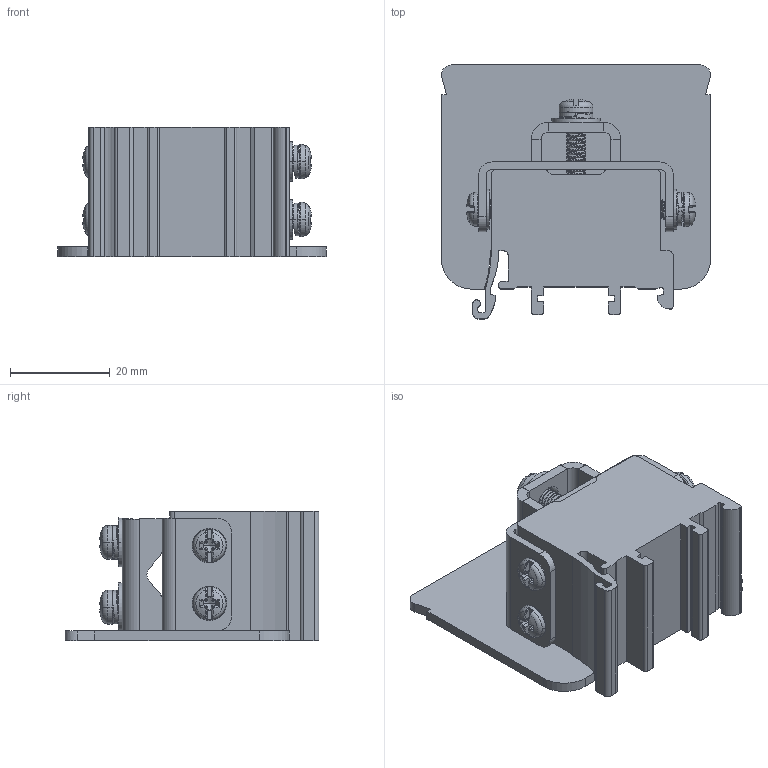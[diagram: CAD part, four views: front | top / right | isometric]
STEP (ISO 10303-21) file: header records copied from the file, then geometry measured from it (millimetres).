
FILE_DESCRIPTION((''),'2;1');
FILE_NAME('115623_ASM_ASM','2023-11-29T',('dell'),(''),'PRO/ENGINEER BY PARAMETRIC TECHNOLOGY CORPORATION, 2013230','PRO/ENGINEER BY PARAMETRIC TECHNOLOGY CORPORATION, 2013230','');
FILE_SCHEMA(('AUTOMOTIVE_DESIGN { 1 0 10303 214 1 1 1 1 }'));
Length unit declared in the file: millimetre
Products named in the file (7): BREP_WITH_VOIDS_32010; MANIFOLD_SOLID_BREP_32918; MANIFOLD_SOLID_BREP_33826; MANIFOLD_SOLID_BREP_35155; MANIFOLD_SOLID_BREP_36484; 115623_ASM_1_ASM; 115623_ASM_ASM
Assembly tree (6 placements, depth 3):
  115623_ASM_ASM
    115623_ASM_1_ASM
      BREP_WITH_VOIDS_32010
      MANIFOLD_SOLID_BREP_32918
      MANIFOLD_SOLID_BREP_33826
      MANIFOLD_SOLID_BREP_35155
      MANIFOLD_SOLID_BREP_36484
Bounding box: 54 x 51 x 26 mm (x, y, z)
Volume: 29296.7 mm3; surface area: 14990.7 mm2
Topology: 5 solids, 7 shells, 667 faces, 1883 edges, 1233 vertices
Faces by surface type: cylinder 220, plane 205, bspline 134, torus 52, cone 36, sphere 12, extrusion 8
Entity records: 36701 total; most frequent: CARTESIAN_POINT 19979, ORIENTED_EDGE 3742, DIRECTION 2857, EDGE_CURVE 1871, VERTEX_POINT 1233, AXIS2_PLACEMENT_3D 1067, VECTOR 723, LINE 715
